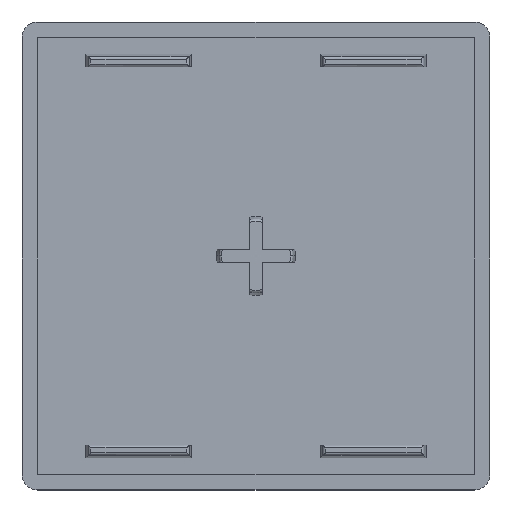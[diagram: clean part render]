
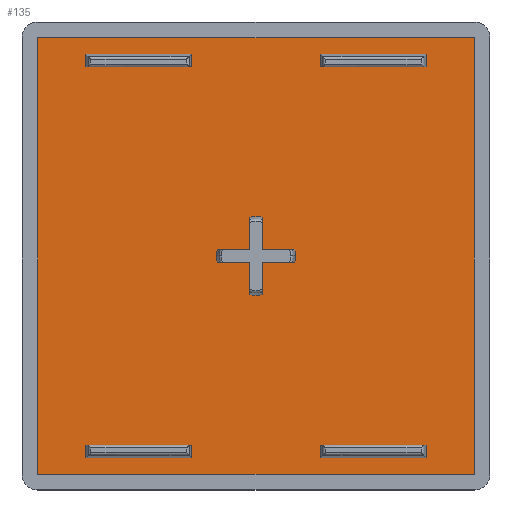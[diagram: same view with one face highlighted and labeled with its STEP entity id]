
A CAD part, top view. The second image highlights one B-rep face of the part: STEP entity #135.
In plain terms, the highlighted planar face has unit normal (0, 0, 1).
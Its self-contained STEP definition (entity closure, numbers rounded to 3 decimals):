
#135=ADVANCED_FACE('NONE',(#355,#356,#357,#358,#359,#360),#361,.T.);
#355=FACE_OUTER_BOUND('',#663,.T.);
#356=FACE_BOUND('',#664,.T.);
#357=FACE_BOUND('',#665,.T.);
#358=FACE_BOUND('',#666,.T.);
#359=FACE_BOUND('',#667,.T.);
#360=FACE_BOUND('',#668,.T.);
#361=PLANE('',#669);
#663=EDGE_LOOP('',(#995,#996,#997,#998));
#664=EDGE_LOOP('',(#999,#1000,#1001,#1002));
#665=EDGE_LOOP('',(#1003,#1004,#1005,#1006));
#666=EDGE_LOOP('',(#1007,#1008,#1009,#1010));
#667=EDGE_LOOP('',(#1011,#1012,#1013,#1014));
#668=EDGE_LOOP('',(#1015,#1016,#1017,#1018,#1019,#1020,#1021,#1022,#1023,#1024,#1025,#1026,#1027,#1028));
#669=AXIS2_PLACEMENT_3D('',#1029,#1030,#1031);
#995=ORIENTED_EDGE('',*,*,#1844,.T.);
#996=ORIENTED_EDGE('',*,*,#1845,.T.);
#997=ORIENTED_EDGE('',*,*,#1846,.T.);
#998=ORIENTED_EDGE('',*,*,#1847,.T.);
#999=ORIENTED_EDGE('',*,*,#1848,.F.);
#1000=ORIENTED_EDGE('',*,*,#1849,.F.);
#1001=ORIENTED_EDGE('',*,*,#1850,.F.);
#1002=ORIENTED_EDGE('',*,*,#1851,.F.);
#1003=ORIENTED_EDGE('',*,*,#1852,.F.);
#1004=ORIENTED_EDGE('',*,*,#1853,.F.);
#1005=ORIENTED_EDGE('',*,*,#1854,.F.);
#1006=ORIENTED_EDGE('',*,*,#1855,.F.);
#1007=ORIENTED_EDGE('',*,*,#1856,.F.);
#1008=ORIENTED_EDGE('',*,*,#1857,.F.);
#1009=ORIENTED_EDGE('',*,*,#1858,.F.);
#1010=ORIENTED_EDGE('',*,*,#1859,.F.);
#1011=ORIENTED_EDGE('',*,*,#1860,.F.);
#1012=ORIENTED_EDGE('',*,*,#1861,.F.);
#1013=ORIENTED_EDGE('',*,*,#1862,.F.);
#1014=ORIENTED_EDGE('',*,*,#1863,.F.);
#1015=ORIENTED_EDGE('',*,*,#1864,.F.);
#1016=ORIENTED_EDGE('',*,*,#1827,.F.);
#1017=ORIENTED_EDGE('',*,*,#1865,.F.);
#1018=ORIENTED_EDGE('',*,*,#1866,.F.);
#1019=ORIENTED_EDGE('',*,*,#1867,.F.);
#1020=ORIENTED_EDGE('',*,*,#1868,.F.);
#1021=ORIENTED_EDGE('',*,*,#1869,.F.);
#1022=ORIENTED_EDGE('',*,*,#1870,.F.);
#1023=ORIENTED_EDGE('',*,*,#1841,.F.);
#1024=ORIENTED_EDGE('',*,*,#1871,.F.);
#1025=ORIENTED_EDGE('',*,*,#1872,.F.);
#1026=ORIENTED_EDGE('',*,*,#1873,.F.);
#1027=ORIENTED_EDGE('',*,*,#1874,.F.);
#1028=ORIENTED_EDGE('',*,*,#1875,.F.);
#1029=CARTESIAN_POINT('',(-42.0,-42.0,3.0));
#1030=DIRECTION('',(-0.0,0.0,1.0));
#1031=DIRECTION('',(1.0,0.0,0.0));
#1827=EDGE_CURVE('NONE',#2171,#2173,#2174,.T.);
#1841=EDGE_CURVE('NONE',#2193,#2195,#2196,.T.);
#1844=EDGE_CURVE('NONE',#2199,#2200,#2201,.T.);
#1845=EDGE_CURVE('NONE',#2200,#2202,#2203,.T.);
#1846=EDGE_CURVE('NONE',#2202,#2204,#2205,.T.);
#1847=EDGE_CURVE('NONE',#2204,#2199,#2206,.T.);
#1848=EDGE_CURVE('NONE',#2207,#2208,#2209,.T.);
#1849=EDGE_CURVE('NONE',#2210,#2207,#2211,.T.);
#1850=EDGE_CURVE('NONE',#2212,#2210,#2213,.T.);
#1851=EDGE_CURVE('NONE',#2208,#2212,#2214,.T.);
#1852=EDGE_CURVE('NONE',#2215,#2216,#2217,.T.);
#1853=EDGE_CURVE('NONE',#2218,#2215,#2219,.T.);
#1854=EDGE_CURVE('NONE',#2220,#2218,#2221,.T.);
#1855=EDGE_CURVE('NONE',#2216,#2220,#2222,.T.);
#1856=EDGE_CURVE('NONE',#2223,#2224,#2225,.T.);
#1857=EDGE_CURVE('NONE',#2226,#2223,#2227,.T.);
#1858=EDGE_CURVE('NONE',#2228,#2226,#2229,.T.);
#1859=EDGE_CURVE('NONE',#2224,#2228,#2230,.T.);
#1860=EDGE_CURVE('NONE',#2231,#2232,#2233,.T.);
#1861=EDGE_CURVE('NONE',#2234,#2231,#2235,.T.);
#1862=EDGE_CURVE('NONE',#2236,#2234,#2237,.T.);
#1863=EDGE_CURVE('NONE',#2232,#2236,#2238,.T.);
#1864=EDGE_CURVE('NONE',#2173,#2239,#2240,.T.);
#1865=EDGE_CURVE('NONE',#2241,#2171,#2242,.T.);
#1866=EDGE_CURVE('NONE',#2243,#2241,#2244,.T.);
#1867=EDGE_CURVE('NONE',#2245,#2243,#2246,.T.);
#1868=EDGE_CURVE('NONE',#2247,#2245,#2248,.T.);
#1869=EDGE_CURVE('NONE',#2249,#2247,#2250,.T.);
#1870=EDGE_CURVE('NONE',#2195,#2249,#2251,.T.);
#1871=EDGE_CURVE('NONE',#2252,#2193,#2253,.T.);
#1872=EDGE_CURVE('NONE',#2254,#2252,#2255,.T.);
#1873=EDGE_CURVE('NONE',#2256,#2254,#2257,.T.);
#1874=EDGE_CURVE('NONE',#2258,#2256,#2259,.T.);
#1875=EDGE_CURVE('NONE',#2239,#2258,#2260,.T.);
#2171=VERTEX_POINT('',#2665);
#2173=VERTEX_POINT('NONE',#2668);
#2174=CIRCLE('',#2669,7.55);
#2193=VERTEX_POINT('NONE',#2698);
#2195=VERTEX_POINT('NONE',#2701);
#2196=CIRCLE('',#2702,7.55);
#2199=VERTEX_POINT('NONE',#2706);
#2200=VERTEX_POINT('NONE',#2707);
#2201=LINE('',#2708,#2709);
#2202=VERTEX_POINT('NONE',#2710);
#2203=LINE('',#2711,#2712);
#2204=VERTEX_POINT('NONE',#2713);
#2205=LINE('',#2714,#2715);
#2206=LINE('',#2716,#2717);
#2207=VERTEX_POINT('NONE',#2718);
#2208=VERTEX_POINT('NONE',#2719);
#2209=LINE('',#2720,#2721);
#2210=VERTEX_POINT('NONE',#2722);
#2211=LINE('',#2723,#2724);
#2212=VERTEX_POINT('NONE',#2725);
#2213=LINE('',#2726,#2727);
#2214=LINE('',#2728,#2729);
#2215=VERTEX_POINT('NONE',#2730);
#2216=VERTEX_POINT('NONE',#2731);
#2217=LINE('',#2732,#2733);
#2218=VERTEX_POINT('NONE',#2734);
#2219=LINE('',#2735,#2736);
#2220=VERTEX_POINT('NONE',#2737);
#2221=LINE('',#2738,#2739);
#2222=LINE('',#2740,#2741);
#2223=VERTEX_POINT('NONE',#2742);
#2224=VERTEX_POINT('NONE',#2743);
#2225=LINE('',#2744,#2745);
#2226=VERTEX_POINT('NONE',#2746);
#2227=LINE('',#2747,#2748);
#2228=VERTEX_POINT('NONE',#2749);
#2229=LINE('',#2750,#2751);
#2230=LINE('',#2752,#2753);
#2231=VERTEX_POINT('NONE',#2754);
#2232=VERTEX_POINT('NONE',#2755);
#2233=LINE('',#2756,#2757);
#2234=VERTEX_POINT('NONE',#2758);
#2235=LINE('',#2759,#2760);
#2236=VERTEX_POINT('NONE',#2761);
#2237=LINE('',#2762,#2763);
#2238=LINE('',#2764,#2765);
#2239=VERTEX_POINT('NONE',#2766);
#2240=LINE('',#2767,#2768);
#2241=VERTEX_POINT('NONE',#2769);
#2242=CIRCLE('',#2770,7.55);
#2243=VERTEX_POINT('NONE',#2771);
#2244=LINE('',#2772,#2773);
#2245=VERTEX_POINT('NONE',#2774);
#2246=LINE('',#2775,#2776);
#2247=VERTEX_POINT('NONE',#2777);
#2248=CIRCLE('',#2778,7.55);
#2249=VERTEX_POINT('NONE',#2779);
#2250=LINE('',#2780,#2781);
#2251=LINE('',#2782,#2783);
#2252=VERTEX_POINT('NONE',#2784);
#2253=CIRCLE('',#2785,7.55);
#2254=VERTEX_POINT('NONE',#2786);
#2255=LINE('',#2787,#2788);
#2256=VERTEX_POINT('NONE',#2789);
#2257=LINE('',#2790,#2791);
#2258=VERTEX_POINT('NONE',#2792);
#2259=CIRCLE('',#2793,7.55);
#2260=LINE('',#2794,#2795);
#2665=CARTESIAN_POINT('',(7.55,0.,3.0));
#2668=CARTESIAN_POINT('',(7.446,1.25,3.0));
#2669=AXIS2_PLACEMENT_3D('',#3599,#3600,#3601);
#2698=CARTESIAN_POINT('',(-7.55,0.0,3.0));
#2701=CARTESIAN_POINT('',(-7.446,-1.25,3.0));
#2702=AXIS2_PLACEMENT_3D('',#3620,#3621,#3622);
#2706=CARTESIAN_POINT('',(-42.0,42.0,3.0));
#2707=CARTESIAN_POINT('',(-42.0,-42.0,3.0));
#2708=CARTESIAN_POINT('',(-42.0,42.0,3.0));
#2709=VECTOR('',#3624,1000.0);
#2710=CARTESIAN_POINT('',(42.0,-42.0,3.0));
#2711=CARTESIAN_POINT('',(-42.0,-42.0,3.0));
#2712=VECTOR('',#3625,1000.0);
#2713=CARTESIAN_POINT('',(42.0,42.0,3.0));
#2714=CARTESIAN_POINT('',(42.0,42.0,3.0));
#2715=VECTOR('',#3626,1000.0);
#2716=CARTESIAN_POINT('',(-42.0,42.0,3.0));
#2717=VECTOR('',#3627,1000.0);
#2718=CARTESIAN_POINT('',(32.7,-38.8,3.0));
#2719=CARTESIAN_POINT('',(32.7,-36.4,3.0));
#2720=CARTESIAN_POINT('',(32.7,-36.4,3.0));
#2721=VECTOR('',#3628,1000.0);
#2722=CARTESIAN_POINT('',(12.4,-38.8,3.0));
#2723=CARTESIAN_POINT('',(12.4,-38.8,3.0));
#2724=VECTOR('',#3629,1000.0);
#2725=CARTESIAN_POINT('',(12.4,-36.4,3.0));
#2726=CARTESIAN_POINT('',(12.4,-36.4,3.0));
#2727=VECTOR('',#3630,1000.0);
#2728=CARTESIAN_POINT('',(12.4,-36.4,3.0));
#2729=VECTOR('',#3631,1000.0);
#2730=CARTESIAN_POINT('',(12.4,38.8,3.0));
#2731=CARTESIAN_POINT('',(12.4,36.4,3.0));
#2732=CARTESIAN_POINT('',(12.4,38.8,3.0));
#2733=VECTOR('',#3632,1000.0);
#2734=CARTESIAN_POINT('',(32.7,38.8,3.0));
#2735=CARTESIAN_POINT('',(12.4,38.8,3.0));
#2736=VECTOR('',#3633,1000.0);
#2737=CARTESIAN_POINT('',(32.7,36.4,3.0));
#2738=CARTESIAN_POINT('',(32.7,38.8,3.0));
#2739=VECTOR('',#3634,1000.0);
#2740=CARTESIAN_POINT('',(12.4,36.4,3.0));
#2741=VECTOR('',#3635,1000.0);
#2742=CARTESIAN_POINT('',(-32.7,36.4,3.0));
#2743=CARTESIAN_POINT('',(-12.4,36.4,3.0));
#2744=CARTESIAN_POINT('',(-32.7,36.4,3.0));
#2745=VECTOR('',#3636,1000.0);
#2746=CARTESIAN_POINT('',(-32.7,38.8,3.0));
#2747=CARTESIAN_POINT('',(-32.7,38.8,3.0));
#2748=VECTOR('',#3637,1000.0);
#2749=CARTESIAN_POINT('',(-12.4,38.8,3.0));
#2750=CARTESIAN_POINT('',(-32.7,38.8,3.0));
#2751=VECTOR('',#3638,1000.0);
#2752=CARTESIAN_POINT('',(-12.4,38.8,3.0));
#2753=VECTOR('',#3639,1000.0);
#2754=CARTESIAN_POINT('',(-32.7,-38.8,3.0));
#2755=CARTESIAN_POINT('',(-12.4,-38.8,3.0));
#2756=CARTESIAN_POINT('',(-32.7,-38.8,3.0));
#2757=VECTOR('',#3640,1000.0);
#2758=CARTESIAN_POINT('',(-32.7,-36.4,3.0));
#2759=CARTESIAN_POINT('',(-32.7,-36.4,3.0));
#2760=VECTOR('',#3641,1000.0);
#2761=CARTESIAN_POINT('',(-12.4,-36.4,3.0));
#2762=CARTESIAN_POINT('',(-32.7,-36.4,3.0));
#2763=VECTOR('',#3642,1000.0);
#2764=CARTESIAN_POINT('',(-12.4,-36.4,3.0));
#2765=VECTOR('',#3643,1000.0);
#2766=CARTESIAN_POINT('',(1.25,1.25,3.0));
#2767=CARTESIAN_POINT('',(1.25,1.25,3.0));
#2768=VECTOR('',#3644,1000.0);
#2769=CARTESIAN_POINT('',(7.446,-1.25,3.0));
#2770=AXIS2_PLACEMENT_3D('',#3645,#3646,#3647);
#2771=CARTESIAN_POINT('',(1.25,-1.25,3.0));
#2772=CARTESIAN_POINT('',(1.25,-1.25,3.0));
#2773=VECTOR('',#3648,1000.0);
#2774=CARTESIAN_POINT('',(1.25,-7.446,3.0));
#2775=CARTESIAN_POINT('',(1.25,-1.25,3.0));
#2776=VECTOR('',#3649,1000.0);
#2777=CARTESIAN_POINT('',(-1.25,-7.446,3.0));
#2778=AXIS2_PLACEMENT_3D('',#3650,#3651,#3652);
#2779=CARTESIAN_POINT('',(-1.25,-1.25,3.0));
#2780=CARTESIAN_POINT('',(-1.25,-1.25,3.0));
#2781=VECTOR('',#3653,1000.0);
#2782=CARTESIAN_POINT('',(-7.446,-1.25,3.0));
#2783=VECTOR('',#3654,1000.0);
#2784=CARTESIAN_POINT('',(-7.446,1.25,3.0));
#2785=AXIS2_PLACEMENT_3D('',#3655,#3656,#3657);
#2786=CARTESIAN_POINT('',(-1.25,1.25,3.0));
#2787=CARTESIAN_POINT('',(-7.446,1.25,3.0));
#2788=VECTOR('',#3658,1000.0);
#2789=CARTESIAN_POINT('',(-1.25,7.446,3.0));
#2790=CARTESIAN_POINT('',(-1.25,7.446,3.0));
#2791=VECTOR('',#3659,1000.0);
#2792=CARTESIAN_POINT('',(1.25,7.446,3.0));
#2793=AXIS2_PLACEMENT_3D('',#3660,#3661,#3662);
#2794=CARTESIAN_POINT('',(1.25,7.446,3.0));
#2795=VECTOR('',#3663,1000.0);
#3599=CARTESIAN_POINT('',(0.0,0.0,3.0));
#3600=DIRECTION('',(0.0,0.0,1.0));
#3601=DIRECTION('',(1.0,0.0,0.0));
#3620=CARTESIAN_POINT('',(0.0,0.0,3.0));
#3621=DIRECTION('',(0.0,0.0,1.0));
#3622=DIRECTION('',(1.0,0.0,0.0));
#3624=DIRECTION('',(0.,-1.0,0.0));
#3625=DIRECTION('',(1.0,0.0,0.0));
#3626=DIRECTION('',(0.,1.0,-0.0));
#3627=DIRECTION('',(-1.0,-0.0,-0.0));
#3628=DIRECTION('',(-0.0,1.0,-0.0));
#3629=DIRECTION('',(1.0,0.0,0.0));
#3630=DIRECTION('',(0.0,-1.0,0.0));
#3631=DIRECTION('',(-1.0,-0.0,-0.0));
#3632=DIRECTION('',(0.0,-1.0,0.0));
#3633=DIRECTION('',(-1.0,-0.0,-0.0));
#3634=DIRECTION('',(-0.0,1.0,-0.0));
#3635=DIRECTION('',(1.0,0.,0.0));
#3636=DIRECTION('',(1.0,0.0,0.0));
#3637=DIRECTION('',(0.0,-1.0,0.0));
#3638=DIRECTION('',(-1.0,-0.0,-0.0));
#3639=DIRECTION('',(-0.0,1.0,-0.0));
#3640=DIRECTION('',(1.0,0.0,0.0));
#3641=DIRECTION('',(0.0,-1.0,0.0));
#3642=DIRECTION('',(-1.0,-0.0,-0.0));
#3643=DIRECTION('',(0.,1.0,-0.0));
#3644=DIRECTION('',(-1.0,0.,-0.0));
#3645=CARTESIAN_POINT('',(0.0,0.0,3.0));
#3646=DIRECTION('',(0.0,0.0,1.0));
#3647=DIRECTION('',(1.0,0.0,0.0));
#3648=DIRECTION('',(1.0,0.,0.0));
#3649=DIRECTION('',(0.,1.0,-0.0));
#3650=CARTESIAN_POINT('',(0.0,0.0,3.0));
#3651=DIRECTION('',(0.0,0.0,1.0));
#3652=DIRECTION('',(1.0,0.0,0.0));
#3653=DIRECTION('',(0.,-1.0,0.0));
#3654=DIRECTION('',(1.0,0.,0.0));
#3655=CARTESIAN_POINT('',(0.0,0.0,3.0));
#3656=DIRECTION('',(0.0,0.0,1.0));
#3657=DIRECTION('',(1.0,0.0,0.0));
#3658=DIRECTION('',(-1.0,0.,-0.0));
#3659=DIRECTION('',(0.,-1.0,0.0));
#3660=CARTESIAN_POINT('',(0.0,0.0,3.0));
#3661=DIRECTION('',(0.0,0.0,1.0));
#3662=DIRECTION('',(1.0,0.0,0.0));
#3663=DIRECTION('',(0.,1.0,-0.0));
